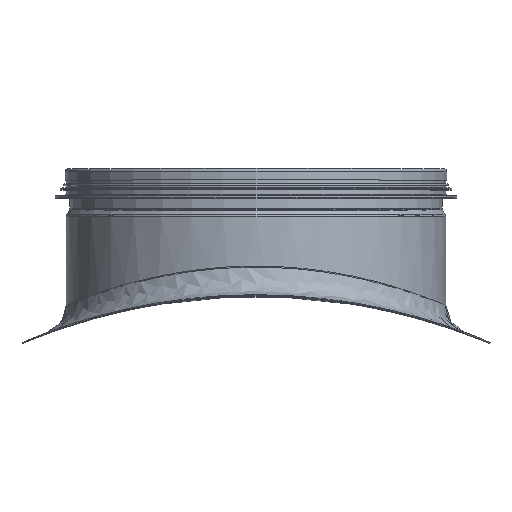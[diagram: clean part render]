
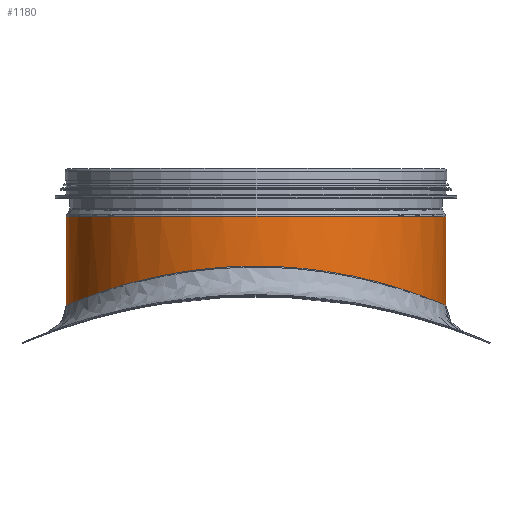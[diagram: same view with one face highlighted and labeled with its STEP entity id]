
A CAD part, top view. The second image highlights one B-rep face of the part: STEP entity #1180.
In plain terms, the highlighted cylindrical face has radius 98.975 mm (diameter 197.95 mm), a full revolution.
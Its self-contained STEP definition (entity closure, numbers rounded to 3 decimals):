
#1119=CARTESIAN_POINT('',(-98.975,308.467,0.));
#1120=VERTEX_POINT('',#1119);
#1128=CARTESIAN_POINT('',(-98.976,308.467,0.));
#1129=CARTESIAN_POINT('',(-98.976,308.467,-7.461));
#1130=CARTESIAN_POINT('',(-97.274,309.201,-22.382));
#1131=CARTESIAN_POINT('',(-87.354,313.237,-50.538));
#1132=CARTESIAN_POINT('',(-68.584,319.76,-74.007));
#1133=CARTESIAN_POINT('',(-43.508,325.292,-89.82));
#1134=CARTESIAN_POINT('',(-22.385,328.166,-97.28));
#1135=CARTESIAN_POINT('',(-0.002,329.192,-99.823));
#1136=CARTESIAN_POINT('',(24.876,328.054,-96.997));
#1137=CARTESIAN_POINT('',(50.423,324.154,-86.879));
#1138=CARTESIAN_POINT('',(73.612,318.038,-68.324));
#1139=CARTESIAN_POINT('',(90.402,312.066,-43.801));
#1140=CARTESIAN_POINT('',(99.346,308.312,-15.123));
#1141=CARTESIAN_POINT('',(99.345,308.315,15.121));
#1142=CARTESIAN_POINT('',(90.403,312.064,43.801));
#1143=CARTESIAN_POINT('',(73.612,318.039,68.324));
#1144=CARTESIAN_POINT('',(50.423,324.152,86.878));
#1145=CARTESIAN_POINT('',(22.554,328.413,97.919));
#1146=CARTESIAN_POINT('',(-7.586,329.35,100.208));
#1147=CARTESIAN_POINT('',(-36.942,326.626,93.424));
#1148=CARTESIAN_POINT('',(-67.021,320.305,75.958));
#1149=CARTESIAN_POINT('',(-87.353,313.237,50.541));
#1150=CARTESIAN_POINT('',(-97.274,309.201,22.381));
#1151=CARTESIAN_POINT('',(-98.976,308.467,7.461));
#1152=CARTESIAN_POINT('',(-98.976,308.467,0.));
#1153=B_SPLINE_CURVE_WITH_KNOTS('',3,(#1128,#1129,#1130,#1131,#1132,#1133,#1134,#1135,#1136,#1137,#1138,#1139,#1140,#1141,#1142,#1143,#1144,#1145,#1146,#1147,#1148,#1149,#1150,#1151,#1152),.UNSPECIFIED.,.T.,.U.,(4,1,1,1,1,1,1,1,1,1,1,1,1,1,1,1,1,1,1,1,1,1,4),(0.0,2.146,4.293,8.585,10.732,12.878,15.024,17.171,20.033,22.894,25.756,28.618,31.48,34.342,37.203,40.065,42.927,45.789,48.651,51.512,55.805,57.951,60.098),.UNSPECIFIED.);
#1154=EDGE_CURVE('',#1120,#1120,#1153,.T.);
#1161=CARTESIAN_POINT('',(0.,326.3,0.0));
#1162=DIRECTION('',(0.,1.0,0.0));
#1163=DIRECTION('',(-1.0,0.0,0.0));
#1164=AXIS2_PLACEMENT_3D('',#1161,#1162,#1163);
#1165=CYLINDRICAL_SURFACE('',#1164,98.975);
#1166=CARTESIAN_POINT('',(-98.975,354.8,0.0));
#1167=VERTEX_POINT('',#1166);
#1168=CARTESIAN_POINT('',(0.,354.8,0.0));
#1169=DIRECTION('',(0.0,1.0,0.0));
#1170=DIRECTION('',(-1.0,0.0,0.0));
#1171=AXIS2_PLACEMENT_3D('',#1168,#1169,#1170);
#1172=CIRCLE('',#1171,98.975);
#1173=EDGE_CURVE('',#1167,#1167,#1172,.T.);
#1174=ORIENTED_EDGE('',*,*,#1173,.F.);
#1175=EDGE_LOOP('',(#1174));
#1176=FACE_OUTER_BOUND('',#1175,.T.);
#1177=ORIENTED_EDGE('',*,*,#1154,.F.);
#1178=EDGE_LOOP('',(#1177));
#1179=FACE_BOUND('',#1178,.T.);
#1180=ADVANCED_FACE('',(#1176,#1179),#1165,.T.);
